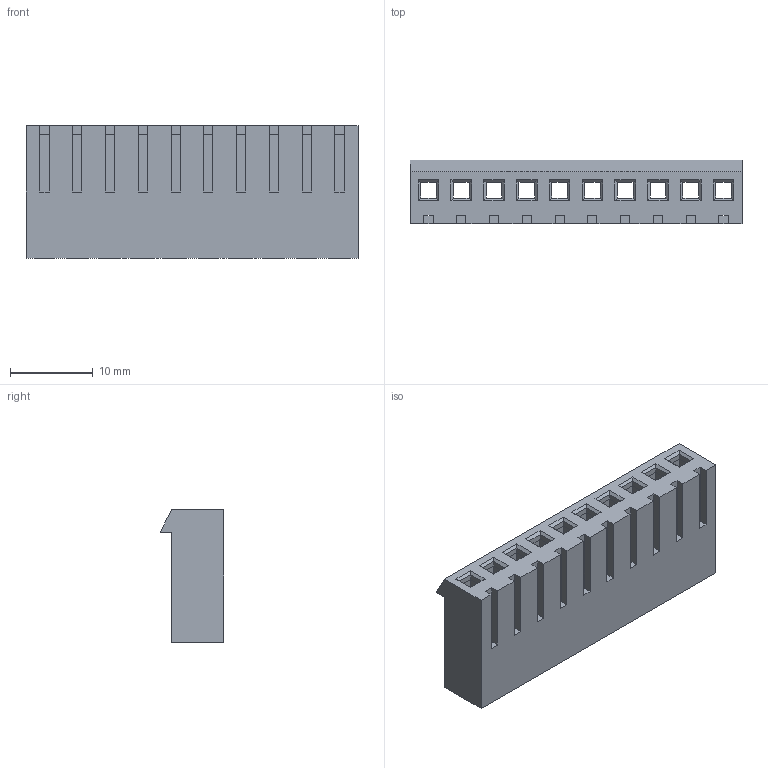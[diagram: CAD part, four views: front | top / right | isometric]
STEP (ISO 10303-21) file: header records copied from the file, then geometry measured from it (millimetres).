
FILE_DESCRIPTION( ( 'Unknown' ), '1' );
FILE_NAME( '645010113322.stp', 'Unknown', ( 'Unknown' ), ( 'Unknown' ), 'PSStep 18.0.17', 'Unknown', ' ' );
FILE_SCHEMA( ( 'AUTOMOTIVE_DESIGN { 1 0 10303 214 1 1 1 1 }' ) );
Length unit declared in the file: millimetre
Products named in the file (2): Assem1; 645010113322
Assembly tree (1 placements, depth 2):
  Assem1
    645010113322
Bounding box: 40.11 x 7.7 x 16 mm (x, y, z)
Volume: 2438.1 mm3; surface area: 4249.8 mm2
Topology: 1 solids, 1 shells, 298 faces, 858 edges, 552 vertices
Faces by surface type: plane 298
Entity records: 11984 total; most frequent: ORIENTED_EDGE 1716, CARTESIAN_POINT 1710, DIRECTION 1458, EDGE_CURVE 858, LINE 858, VECTOR 858, VERTEX_POINT 552, EDGE_LOOP 328
